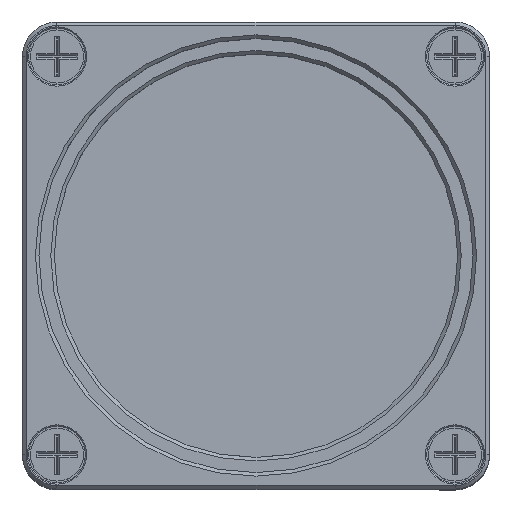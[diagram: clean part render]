
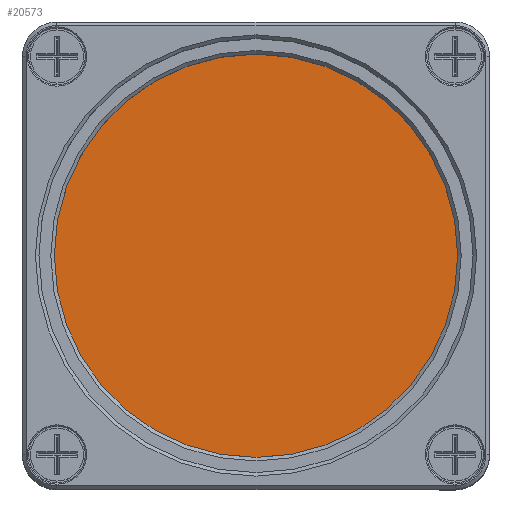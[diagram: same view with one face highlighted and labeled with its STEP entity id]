
A CAD part, top view. The second image highlights one B-rep face of the part: STEP entity #20573.
In plain terms, the highlighted face is planar.
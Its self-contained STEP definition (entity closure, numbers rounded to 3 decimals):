
#11252=FACE_OUTER_BOUND('',#63859,.T.);
#20573=ADVANCED_FACE('',(#11252),#26431,.F.);
#26431=PLANE('',#150827);
#63859=EDGE_LOOP('',(#88419));
#88419=ORIENTED_EDGE('',*,*,#130627,.F.);
#113981=VERTEX_POINT('',#217059);
#130627=EDGE_CURVE('',#113981,#113981,#142444,.T.);
#142444=CIRCLE('',#150824,12.5);
#150824=AXIS2_PLACEMENT_3D('',#217058,#176792,#176793);
#150827=AXIS2_PLACEMENT_3D('',#217062,#176798,#176799);
#176792=DIRECTION('',(0.,0.,1.));
#176793=DIRECTION('',(1.,0.,0.));
#176798=DIRECTION('',(0.,0.,1.));
#176799=DIRECTION('',(1.,0.,0.));
#217058=CARTESIAN_POINT('',(0.,0.,0.));
#217059=CARTESIAN_POINT('',(12.5,0.,0.));
#217062=CARTESIAN_POINT('',(0.,0.,0.));
